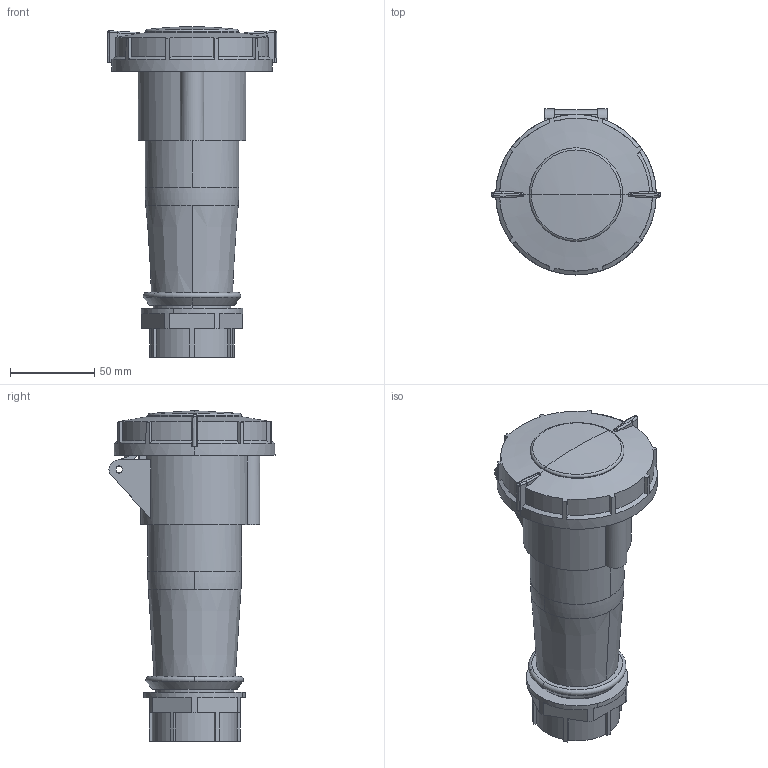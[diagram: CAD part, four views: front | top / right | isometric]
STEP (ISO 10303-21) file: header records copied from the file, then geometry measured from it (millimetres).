
FILE_DESCRIPTION (( 'STEP AP214' ), '1' );
FILE_NAME ('PSR22-032-4-0-67 Ðîçåòêà ïåð. ÑÑÈ-2242 32À-6÷ 380Â 3P+PE IP67 IEK.STEP', '2025-12-30T07:43:57', ( '' ), ( '' ), 'SwSTEP 2.0', 'SolidWorks 2022', '' );
FILE_SCHEMA (( 'AUTOMOTIVE_DESIGN' ));
Length unit declared in the file: millimetre
Products named in the file (1): PSR22-032-4-0-67 Розетка пер. ССИ-2242 32А-6ч 380В 3P+PE IP67 IEK
Bounding box: 100.83 x 98.7 x 196.5 mm (x, y, z)
Volume: 372544.7 mm3; surface area: 123860.8 mm2
Topology: 2 solids, 2 shells, 669 faces, 1915 edges, 1277 vertices
Faces by surface type: plane 352, cylinder 176, cone 67, bspline 48, sphere 15, torus 11
Entity records: 24373 total; most frequent: CARTESIAN_POINT 7203, ORIENTED_EDGE 3818, DIRECTION 3287, EDGE_CURVE 1909, VERTEX_POINT 1277, AXIS2_PLACEMENT_3D 1133, LINE 1021, VECTOR 1021
